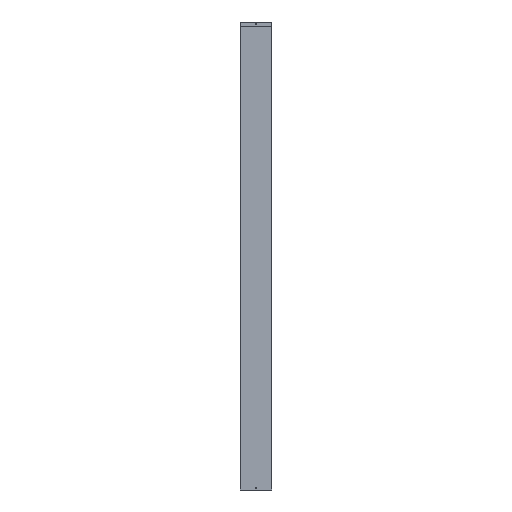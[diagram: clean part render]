
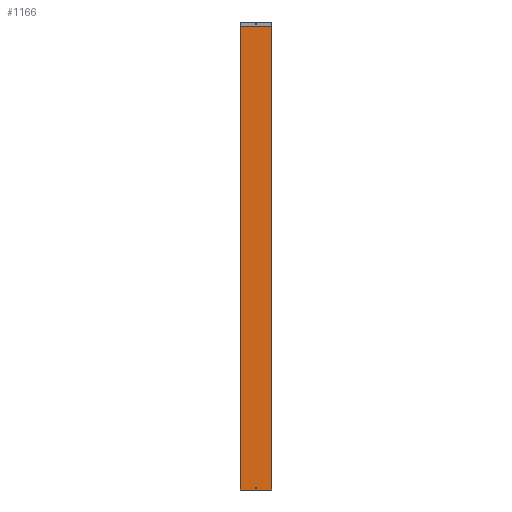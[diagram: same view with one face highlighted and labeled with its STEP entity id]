
A CAD part, front view. The second image highlights one B-rep face of the part: STEP entity #1166.
In plain terms, the highlighted planar face has unit normal (0, -1, 0).
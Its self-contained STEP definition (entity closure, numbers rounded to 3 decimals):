
#80 = DIRECTION ( 'NONE',  ( 1., 0., 0. ) ) ;
#81 = DIRECTION ( 'NONE',  ( 1., 0., 0. ) ) ;
#82 = DIRECTION ( 'NONE',  ( 0., 0., 1. ) ) ;
#83 = DIRECTION ( 'NONE',  ( 0., -1., 0. ) ) ;
#84 = CARTESIAN_POINT ( 'NONE',  ( 0., 0., 15. ) ) ;
#88 = CARTESIAN_POINT ( 'NONE',  ( -100., 0., 0. ) ) ;
#92 = CARTESIAN_POINT ( 'NONE',  ( -100., 0., 2968. ) ) ;
#107 = DIRECTION ( 'NONE',  ( 0., 0., -1. ) ) ;
#108 = CARTESIAN_POINT ( 'NONE',  ( -100., 0., 2969. ) ) ;
#126 = DIRECTION ( 'NONE',  ( 0., 0., -1. ) ) ;
#138 = CARTESIAN_POINT ( 'NONE',  ( 100., 0., 2969. ) ) ;
#236 = EDGE_LOOP ( 'NONE', ( #902, #1185, #636, #624 ) ) ;
#240 = EDGE_LOOP ( 'NONE', ( #903 ) ) ;
#314 = LINE ( 'NONE', #108, #316 ) ;
#316 = VECTOR ( 'NONE', #107, 1000. ) ;
#320 = CIRCLE ( 'NONE', #454, 3.5 ) ;
#322 = LINE ( 'NONE', #88, #324 ) ;
#323 = LINE ( 'NONE', #92, #325 ) ;
#324 = VECTOR ( 'NONE', #80, 1000. ) ;
#325 = VECTOR ( 'NONE', #81, 1000. ) ;
#374 = FACE_BOUND ( 'NONE', #240, .T. ) ;
#381 = FACE_OUTER_BOUND ( 'NONE', #236, .T. ) ;
#424 = VERTEX_POINT ( 'NONE', #1302 ) ;
#437 = AXIS2_PLACEMENT_3D ( 'NONE', #710, #702, #700 ) ;
#454 = AXIS2_PLACEMENT_3D ( 'NONE', #84, #83, #82 ) ;
#513 = EDGE_CURVE ( 'NONE', #1098, #1088, #819, .T. ) ;
#550 = EDGE_CURVE ( 'NONE', #1075, #1056, #314, .T. ) ;
#553 = EDGE_CURVE ( 'NONE', #424, #424, #320, .T. ) ;
#554 = EDGE_CURVE ( 'NONE', #1075, #1098, #323, .T. ) ;
#555 = EDGE_CURVE ( 'NONE', #1056, #1088, #322, .T. ) ;
#624 = ORIENTED_EDGE ( 'NONE', *, *, #555, .T. ) ;
#636 = ORIENTED_EDGE ( 'NONE', *, *, #550, .T. ) ;
#700 = DIRECTION ( 'NONE',  ( 0., 0., 1. ) ) ;
#702 = DIRECTION ( 'NONE',  ( 0., 1., 0. ) ) ;
#709 = PLANE ( 'NONE',  #437 ) ;
#710 = CARTESIAN_POINT ( 'NONE',  ( -100., 0., 2969. ) ) ;
#819 = LINE ( 'NONE', #138, #824 ) ;
#824 = VECTOR ( 'NONE', #126, 1000. ) ;
#902 = ORIENTED_EDGE ( 'NONE', *, *, #513, .F. ) ;
#903 = ORIENTED_EDGE ( 'NONE', *, *, #553, .F. ) ;
#942 = CARTESIAN_POINT ( 'NONE',  ( 100., 0., 2968. ) ) ;
#955 = CARTESIAN_POINT ( 'NONE',  ( 100., 0., 0. ) ) ;
#957 = CARTESIAN_POINT ( 'NONE',  ( -100., 0., 0. ) ) ;
#971 = CARTESIAN_POINT ( 'NONE',  ( -100., 0., 2968. ) ) ;
#1056 = VERTEX_POINT ( 'NONE', #957 ) ;
#1075 = VERTEX_POINT ( 'NONE', #971 ) ;
#1088 = VERTEX_POINT ( 'NONE', #955 ) ;
#1098 = VERTEX_POINT ( 'NONE', #942 ) ;
#1166 = ADVANCED_FACE ( 'NONE', ( #374, #381 ), #709, .F. ) ;
#1185 = ORIENTED_EDGE ( 'NONE', *, *, #554, .F. ) ;
#1302 = CARTESIAN_POINT ( 'NONE',  ( 0., 0., 18.5 ) ) ;
